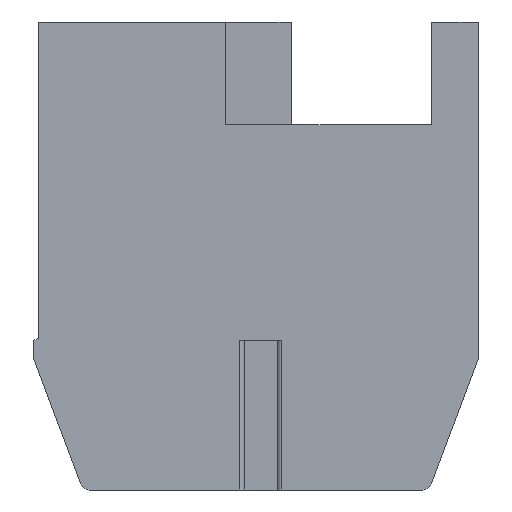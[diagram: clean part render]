
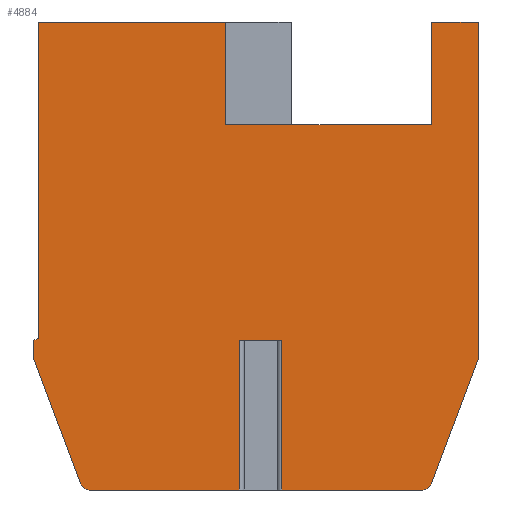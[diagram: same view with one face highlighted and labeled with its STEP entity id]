
A CAD part, front view. The second image highlights one B-rep face of the part: STEP entity #4884.
In plain terms, the highlighted planar face has unit normal (0, -1, 0).
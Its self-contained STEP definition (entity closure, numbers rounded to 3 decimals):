
#1=DIRECTION('',(1.,0.,0.));
#2=VECTOR('',#1,0.906);
#3=CARTESIAN_POINT('',(4.297,0.,-6.8));
#4=LINE('',#3,#2);
#5=DIRECTION('',(0.,0.,-1.));
#6=VECTOR('',#5,3.2);
#7=CARTESIAN_POINT('',(4.297,0.,-6.8));
#8=LINE('',#7,#6);
#9=DIRECTION('',(-1.,0.,0.));
#10=VECTOR('',#9,3.208);
#11=CARTESIAN_POINT('',(4.297,0.,-10.));
#12=LINE('',#11,#10);
#13=CARTESIAN_POINT('',(1.089,0.,-9.8));
#14=DIRECTION('',(0.,1.,0.));
#15=DIRECTION('',(0.,0.,-1.));
#16=AXIS2_PLACEMENT_3D('',#13,#14,#15);
#18=DIRECTION('',(-0.351,0.,0.936));
#19=VECTOR('',#18,2.816);
#20=CARTESIAN_POINT('',(0.901,0.,-9.87));
#21=LINE('',#20,#19);
#22=CARTESIAN_POINT('',(0.1,0.,-7.164));
#23=DIRECTION('',(0.,1.,0.));
#24=DIRECTION('',(-0.936,0.,-0.351));
#25=AXIS2_PLACEMENT_3D('',#22,#23,#24);
#27=DIRECTION('',(0.,0.,1.));
#28=VECTOR('',#27,0.364);
#29=CARTESIAN_POINT('',(-0.1,0.,-7.164));
#30=LINE('',#29,#28);
#31=DIRECTION('',(0.928,0.,0.371));
#32=VECTOR('',#31,0.108);
#33=CARTESIAN_POINT('',(-0.1,0.,-6.8));
#34=LINE('',#33,#32);
#35=DIRECTION('',(0.,0.,1.));
#36=VECTOR('',#35,6.76);
#37=CARTESIAN_POINT('',(0.,0.,-6.76));
#38=LINE('',#37,#36);
#39=DIRECTION('',(1.,0.,0.));
#40=VECTOR('',#39,4.);
#41=CARTESIAN_POINT('',(0.,0.,0.));
#42=LINE('',#41,#40);
#43=DIRECTION('',(0.,0.,-1.));
#44=VECTOR('',#43,2.2);
#45=CARTESIAN_POINT('',(4.,0.,0.));
#46=LINE('',#45,#44);
#47=DIRECTION('',(0.,0.,1.));
#48=VECTOR('',#47,2.2);
#49=CARTESIAN_POINT('',(8.4,0.,-2.2));
#50=LINE('',#49,#48);
#51=DIRECTION('',(1.,0.,0.));
#52=VECTOR('',#51,1.);
#53=CARTESIAN_POINT('',(8.4,0.,0.));
#54=LINE('',#53,#52);
#55=DIRECTION('',(0.,0.,-1.));
#56=VECTOR('',#55,7.164);
#57=CARTESIAN_POINT('',(9.4,0.,0.));
#58=LINE('',#57,#56);
#59=CARTESIAN_POINT('',(9.2,0.,-7.164));
#60=DIRECTION('',(0.,1.,0.));
#61=DIRECTION('',(1.,0.,0.));
#62=AXIS2_PLACEMENT_3D('',#59,#60,#61);
#64=DIRECTION('',(-0.351,0.,-0.936));
#65=VECTOR('',#64,2.816);
#66=CARTESIAN_POINT('',(9.387,0.,-7.234));
#67=LINE('',#66,#65);
#68=CARTESIAN_POINT('',(8.211,0.,-9.8));
#69=DIRECTION('',(0.,1.,0.));
#70=DIRECTION('',(0.936,0.,-0.351));
#71=AXIS2_PLACEMENT_3D('',#68,#69,#70);
#73=DIRECTION('',(-1.,0.,0.));
#74=VECTOR('',#73,3.008);
#75=CARTESIAN_POINT('',(8.211,0.,-10.));
#76=LINE('',#75,#74);
#77=DIRECTION('',(0.,0.,-1.));
#78=VECTOR('',#77,3.2);
#79=CARTESIAN_POINT('',(5.203,0.,-6.8));
#80=LINE('',#79,#78);
#1357=DIRECTION('',(-1.,0.,0.));
#1358=VECTOR('',#1357,4.4);
#1359=CARTESIAN_POINT('',(8.4,0.,-2.2));
#1360=LINE('',#1359,#1358);
#3813=CARTESIAN_POINT('',(-0.087,0.,-7.234));
#3814=CARTESIAN_POINT('',(-0.1,0.,-7.164));
#3815=VERTEX_POINT('',#3813);
#3816=VERTEX_POINT('',#3814);
#3817=CARTESIAN_POINT('',(-0.1,0.,-6.8));
#3818=VERTEX_POINT('',#3817);
#3819=CARTESIAN_POINT('',(0.,0.,-6.76));
#3820=VERTEX_POINT('',#3819);
#3821=CARTESIAN_POINT('',(0.,0.,0.));
#3822=VERTEX_POINT('',#3821);
#3823=CARTESIAN_POINT('',(8.4,0.,-2.2));
#3824=CARTESIAN_POINT('',(8.4,0.,0.));
#3825=VERTEX_POINT('',#3823);
#3826=VERTEX_POINT('',#3824);
#3827=CARTESIAN_POINT('',(9.4,0.,0.));
#3828=VERTEX_POINT('',#3827);
#3829=CARTESIAN_POINT('',(9.4,0.,-7.164));
#3830=VERTEX_POINT('',#3829);
#3831=CARTESIAN_POINT('',(9.387,0.,-7.234));
#3832=VERTEX_POINT('',#3831);
#3833=CARTESIAN_POINT('',(8.399,0.,-9.87));
#3834=VERTEX_POINT('',#3833);
#3835=CARTESIAN_POINT('',(8.211,0.,-10.));
#3836=VERTEX_POINT('',#3835);
#3837=CARTESIAN_POINT('',(1.089,0.,-10.));
#3838=CARTESIAN_POINT('',(0.901,0.,-9.87));
#3839=VERTEX_POINT('',#3837);
#3840=VERTEX_POINT('',#3838);
#4053=CARTESIAN_POINT('',(4.,0.,0.));
#4054=CARTESIAN_POINT('',(4.,0.,-2.2));
#4055=VERTEX_POINT('',#4053);
#4056=VERTEX_POINT('',#4054);
#4077=CARTESIAN_POINT('',(4.297,0.,-6.8));
#4078=CARTESIAN_POINT('',(5.203,0.,-6.8));
#4079=VERTEX_POINT('',#4077);
#4080=VERTEX_POINT('',#4078);
#4081=CARTESIAN_POINT('',(4.297,0.,-10.));
#4082=VERTEX_POINT('',#4081);
#4083=CARTESIAN_POINT('',(5.203,0.,-10.));
#4084=VERTEX_POINT('',#4083);
#4837=CARTESIAN_POINT('',(0.,0.,0.));
#4838=DIRECTION('',(0.,1.,0.));
#4839=DIRECTION('',(1.,0.,0.));
#4840=AXIS2_PLACEMENT_3D('',#4837,#4838,#4839);
#4841=PLANE('',#4840);
#4843=ORIENTED_EDGE('',*,*,#4842,.F.);
#4845=ORIENTED_EDGE('',*,*,#4844,.T.);
#4847=ORIENTED_EDGE('',*,*,#4846,.T.);
#4849=ORIENTED_EDGE('',*,*,#4848,.T.);
#4851=ORIENTED_EDGE('',*,*,#4850,.T.);
#4853=ORIENTED_EDGE('',*,*,#4852,.T.);
#4855=ORIENTED_EDGE('',*,*,#4854,.T.);
#4857=ORIENTED_EDGE('',*,*,#4856,.T.);
#4859=ORIENTED_EDGE('',*,*,#4858,.T.);
#4861=ORIENTED_EDGE('',*,*,#4860,.T.);
#4863=ORIENTED_EDGE('',*,*,#4862,.T.);
#4865=ORIENTED_EDGE('',*,*,#4864,.F.);
#4867=ORIENTED_EDGE('',*,*,#4866,.T.);
#4869=ORIENTED_EDGE('',*,*,#4868,.T.);
#4871=ORIENTED_EDGE('',*,*,#4870,.T.);
#4873=ORIENTED_EDGE('',*,*,#4872,.T.);
#4875=ORIENTED_EDGE('',*,*,#4874,.T.);
#4877=ORIENTED_EDGE('',*,*,#4876,.T.);
#4879=ORIENTED_EDGE('',*,*,#4878,.T.);
#4881=ORIENTED_EDGE('',*,*,#4880,.F.);
#4882=EDGE_LOOP('',(#4843,#4845,#4847,#4849,#4851,#4853,#4855,#4857,#4859,#4861,
#4863,#4865,#4867,#4869,#4871,#4873,#4875,#4877,#4879,#4881));
#4883=FACE_OUTER_BOUND('',#4882,.F.);
#4884=ADVANCED_FACE('',(#4883),#4841,.F.);
#17=CIRCLE('',#16,0.2);
#26=CIRCLE('',#25,0.2);
#63=CIRCLE('',#62,0.2);
#72=CIRCLE('',#71,0.2);
#4842=EDGE_CURVE('',#4079,#4080,#4,.T.);
#4844=EDGE_CURVE('',#4079,#4082,#8,.T.);
#4846=EDGE_CURVE('',#4082,#3839,#12,.T.);
#4848=EDGE_CURVE('',#3839,#3840,#17,.T.);
#4850=EDGE_CURVE('',#3840,#3815,#21,.T.);
#4852=EDGE_CURVE('',#3815,#3816,#26,.T.);
#4854=EDGE_CURVE('',#3816,#3818,#30,.T.);
#4856=EDGE_CURVE('',#3818,#3820,#34,.T.);
#4858=EDGE_CURVE('',#3820,#3822,#38,.T.);
#4860=EDGE_CURVE('',#3822,#4055,#42,.T.);
#4862=EDGE_CURVE('',#4055,#4056,#46,.T.);
#4864=EDGE_CURVE('',#3825,#4056,#1360,.T.);
#4866=EDGE_CURVE('',#3825,#3826,#50,.T.);
#4868=EDGE_CURVE('',#3826,#3828,#54,.T.);
#4870=EDGE_CURVE('',#3828,#3830,#58,.T.);
#4872=EDGE_CURVE('',#3830,#3832,#63,.T.);
#4874=EDGE_CURVE('',#3832,#3834,#67,.T.);
#4876=EDGE_CURVE('',#3834,#3836,#72,.T.);
#4878=EDGE_CURVE('',#3836,#4084,#76,.T.);
#4880=EDGE_CURVE('',#4080,#4084,#80,.T.);
